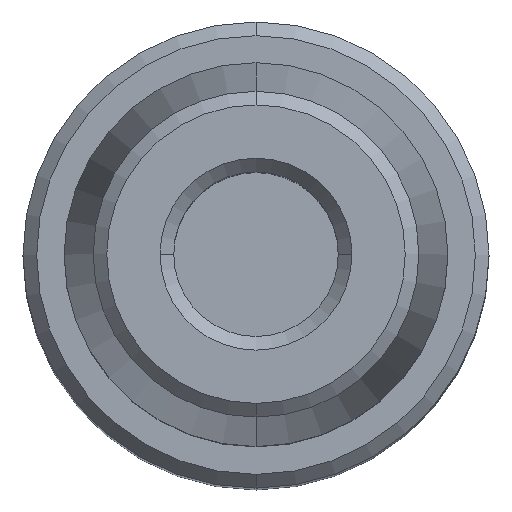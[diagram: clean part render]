
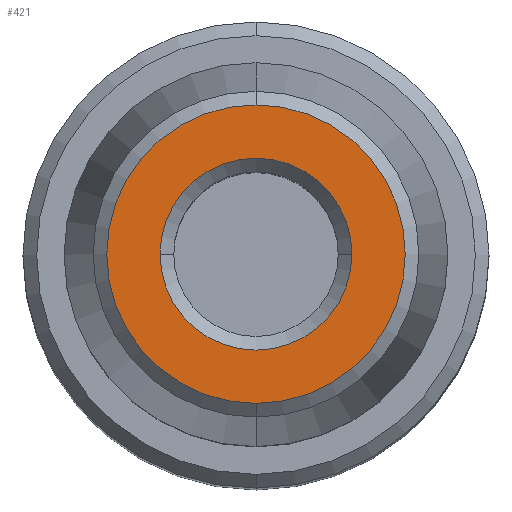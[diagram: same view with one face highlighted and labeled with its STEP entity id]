
A CAD part, top view. The second image highlights one B-rep face of the part: STEP entity #421.
In plain terms, the highlighted free-form (B-spline) face has degree [1, 1] with [2, 2] control points.
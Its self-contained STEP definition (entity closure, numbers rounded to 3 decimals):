
#384 = VERTEX_POINT('',#385);
#385 = CARTESIAN_POINT('',(0.,-2.722,27.5));
#393 = VERTEX_POINT('',#394);
#394 = CARTESIAN_POINT('',(0.,2.722,27.5));
#400 = EDGE_CURVE('',#384,#393,#401,.T.);
#401 = CIRCLE('',#402,2.722);
#402 = AXIS2_PLACEMENT_3D('',#403,#404,#405);
#403 = CARTESIAN_POINT('',(0.,0.,27.5));
#404 = DIRECTION('',(0.,0.,1.));
#405 = DIRECTION('',(0.,-1.,0.));
#421 = ADVANCED_FACE('',(#422,#432),#452,.T.);
#422 = FACE_BOUND('',#423,.T.);
#423 = EDGE_LOOP('',(#424,#431));
#424 = ORIENTED_EDGE('',*,*,#425,.T.);
#425 = EDGE_CURVE('',#393,#384,#426,.T.);
#426 = CIRCLE('',#427,2.722);
#427 = AXIS2_PLACEMENT_3D('',#428,#429,#430);
#428 = CARTESIAN_POINT('',(0.,0.,27.5));
#429 = DIRECTION('',(0.,-0.,1.));
#430 = DIRECTION('',(0.,1.,0.));
#431 = ORIENTED_EDGE('',*,*,#400,.T.);
#432 = FACE_BOUND('',#433,.T.);
#433 = EDGE_LOOP('',(#434,#445));
#434 = ORIENTED_EDGE('',*,*,#435,.T.);
#435 = EDGE_CURVE('',#436,#438,#440,.T.);
#436 = VERTEX_POINT('',#437);
#437 = CARTESIAN_POINT('',(1.75,0.,27.5));
#438 = VERTEX_POINT('',#439);
#439 = CARTESIAN_POINT('',(-1.75,0.,27.5));
#440 = CIRCLE('',#441,1.75);
#441 = AXIS2_PLACEMENT_3D('',#442,#443,#444);
#442 = CARTESIAN_POINT('',(0.,0.,27.5));
#443 = DIRECTION('',(0.,0.,-1.));
#444 = DIRECTION('',(1.,0.,0.));
#445 = ORIENTED_EDGE('',*,*,#446,.T.);
#446 = EDGE_CURVE('',#438,#436,#447,.T.);
#447 = CIRCLE('',#448,1.75);
#448 = AXIS2_PLACEMENT_3D('',#449,#450,#451);
#449 = CARTESIAN_POINT('',(0.,0.,27.5));
#450 = DIRECTION('',(0.,0.,-1.));
#451 = DIRECTION('',(-1.,0.,0.));
#452 = B_SPLINE_SURFACE_WITH_KNOTS('',1,1,(
    (#453,#454)
    ,(#455,#456
    )),.UNSPECIFIED.,.F.,.F.,.F.,(2,2),(2,2),(-2.842,
    2.842),(-2.842,2.842),
  .PIECEWISE_BEZIER_KNOTS.);
#453 = CARTESIAN_POINT('',(2.842,-2.842,27.5));
#454 = CARTESIAN_POINT('',(-2.842,-2.842,27.5));
#455 = CARTESIAN_POINT('',(2.842,2.842,27.5));
#456 = CARTESIAN_POINT('',(-2.842,2.842,27.5));
